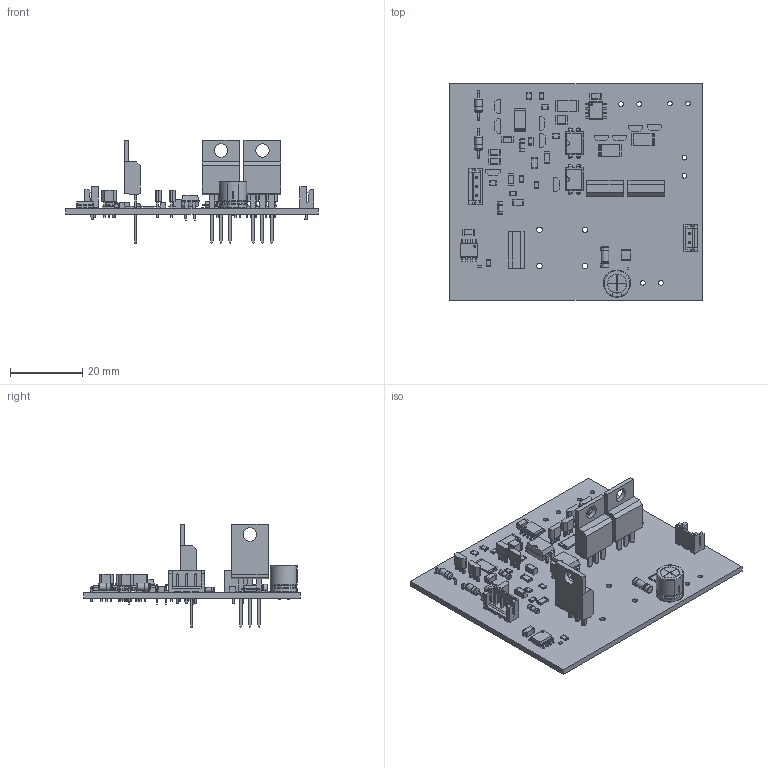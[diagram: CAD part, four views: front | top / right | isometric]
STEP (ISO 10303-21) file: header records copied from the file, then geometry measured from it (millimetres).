
FILE_DESCRIPTION(('KiCad electronic assembly'),'2;1');
FILE_NAME('Braking.step','2025-06-01T00:31:33',('Pcbnew'),('Kicad'), 'Open CASCADE STEP processor 7.8','KiCad to STEP converter','Unknown' );
FILE_SCHEMA(('AUTOMOTIVE_DESIGN { 1 0 10303 214 1 1 1 1 }'));
Length unit declared in the file: millimetre
Products named in the file (38): Braking 1; C_1206_3216Metric; DIP-4_W7.62mm; TO-92Flat; TO-220-3_Vertical; R_0402_1005Metric; R_1206_3216Metric; R_0805_2012Metric; D_DO-35_SOD27_P7.62mm_Horizontal; R_2512_6332Metric; SOIC-8_3.9x4.9mm_P1.27mm; SOIC_8_39x49mm_P127mm; R_0201_0603Metric; D_MiniMELF; D_MiniMELF_Standard; R_1210_3225Metric; D_MELF; D_MELF_Standard; C_1210_3225Metric; JST_EH_B2B-EH-A_1x02_P2.50mm_Vertical; JST_B2B_EH_A; JST_EH_B3B-EH-A_1x03_P2.50mm_Vertical; JST_B3B_EH_A; CP_Radial_D7.5mm_P2.50mm; CP_Radial_D75mm_P250mm; Braking_PCB
Assembly tree (71 placements, depth 3):
  Braking 1
    C_1206_3216Metric  x7
      C_1206_3216Metric
    DIP-4_W7.62mm  x2
      DIP-4_W7.62mm
    TO-92Flat  x10
      TO-92Flat
    TO-220-3_Vertical  x3
      TO-220-3_Vertical
    R_0402_1005Metric
      R_0402_1005Metric
    R_1206_3216Metric  x2
      R_1206_3216Metric
    R_0805_2012Metric  x10
      R_0805_2012Metric
    D_DO-35_SOD27_P7.62mm_Horizontal  x2
      D_DO-35_SOD27_P7.62mm_Horizontal
    R_2512_6332Metric  x4
      R_2512_6332Metric
    SOIC-8_3.9x4.9mm_P1.27mm  x2
      SOIC_8_39x49mm_P127mm
    R_0201_0603Metric
      R_0201_0603Metric
    D_MiniMELF  x2
      D_MiniMELF_Standard
    R_1210_3225Metric
      R_1210_3225Metric
    D_MELF
      D_MELF_Standard
    C_1210_3225Metric
      C_1210_3225Metric
    JST_EH_B2B-EH-A_1x02_P2.50mm_Vertical
      JST_B2B_EH_A
    JST_EH_B3B-EH-A_1x03_P2.50mm_Vertical
      JST_B3B_EH_A
    CP_Radial_D7.5mm_P2.50mm
      CP_Radial_D75mm_P250mm
    Braking_PCB
Bounding box: 70 x 60 x 28.52 mm (x, y, z)
Volume: 9239.6 mm3; surface area: 13651.8 mm2
Topology: 55 solids, 56 shells, 2203 faces, 5750 edges, 3736 vertices
Faces by surface type: plane 1618, cylinder 465, bspline 100, torus 10, revolution 10
Full cylindrical faces by diameter (mm): 0.5 x8, 0.6 x2, 0.75 x30, 0.8 x14, 0.95 x3, 1 x2, 1.1 x9, 1.3 x8, 1.35 x4, 1.4 x6, 1.5 x4, 2 x4, 2.02 x2, 2.1 x2, 2.12 x1, 2.2 x2, 3.735 x3
Entity records: 34709 total; most frequent: CARTESIAN_POINT 5815, ORIENTED_EDGE 4632, DIRECTION 4552, EDGE_CURVE 2316, LINE 1784, VECTOR 1784, VERTEX_POINT 1494, AXIS2_PLACEMENT_3D 1380
